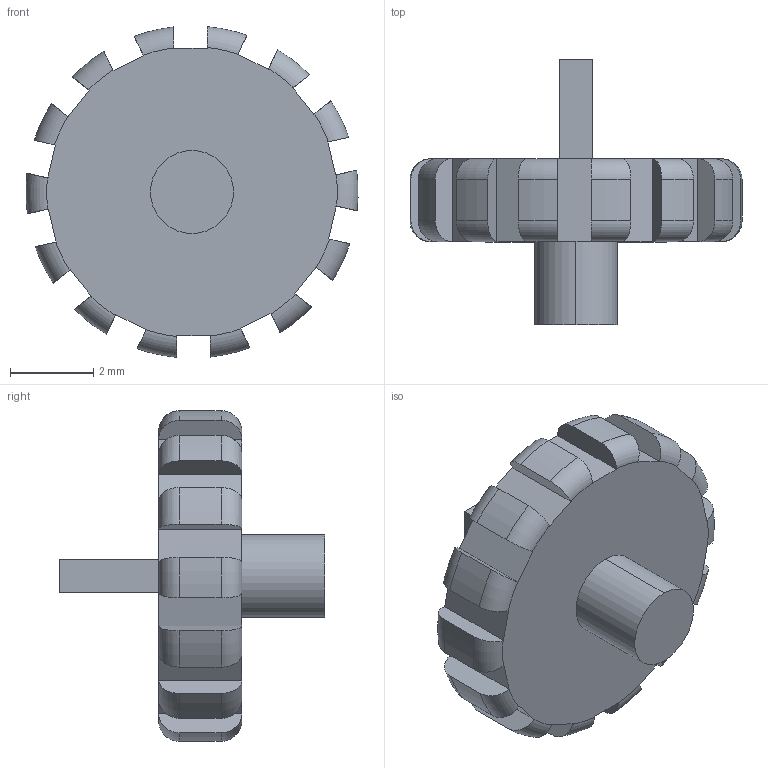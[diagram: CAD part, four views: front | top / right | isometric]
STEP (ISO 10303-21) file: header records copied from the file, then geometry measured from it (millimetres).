
FILE_DESCRIPTION (( 'STEP AP203' ), '1' );
FILE_NAME ('幗謫.STEP', '2024-10-23T14:09:16', ( '' ), ( '' ), 'SwSTEP 2.0', 'SolidWorks 2021', '' );
FILE_SCHEMA (( 'CONFIG_CONTROL_DESIGN' ));
Length unit declared in the file: millimetre
Products named in the file (1): 幗謫
Bounding box: 8 x 6.4 x 7.97 mm (x, y, z)
Volume: 94.8 mm3; surface area: 178.7 mm2
Topology: 1 solids, 1 shells, 94 faces, 270 edges, 180 vertices
Faces by surface type: plane 50, torus 28, cylinder 16
Entity records: 3319 total; most frequent: CARTESIAN_POINT 825, ORIENTED_EDGE 540, DIRECTION 464, EDGE_CURVE 270, VERTEX_POINT 180, AXIS2_PLACEMENT_3D 155, VECTOR 154, LINE 154
